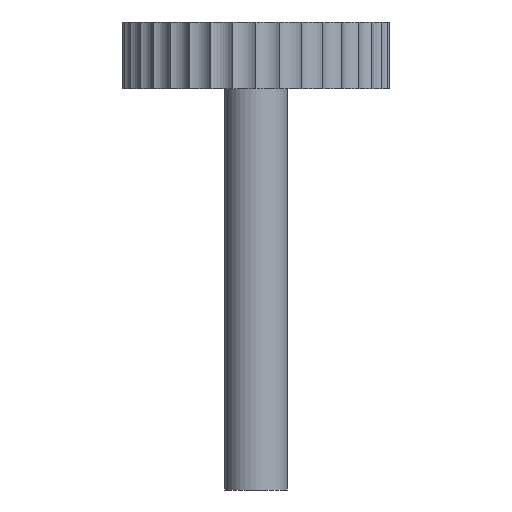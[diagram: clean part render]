
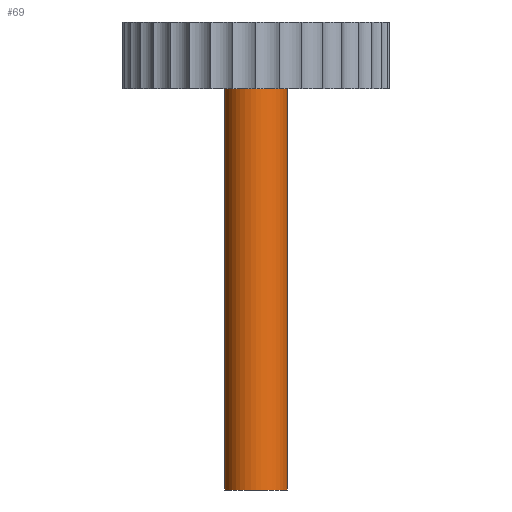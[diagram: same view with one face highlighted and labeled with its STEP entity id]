
A CAD part, front view. The second image highlights one B-rep face of the part: STEP entity #69.
In plain terms, the highlighted cylindrical face has radius 2.35 mm (diameter 4.7 mm), a partial arc.
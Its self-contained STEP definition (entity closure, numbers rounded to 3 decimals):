
#63 = CARTESIAN_POINT ( 'NONE',  ( 2.35, 0., 30. ) ) ;
#69 = ADVANCED_FACE ( 'NONE', ( #194 ), #104, .T. ) ;
#74 = DIRECTION ( 'NONE',  ( -1., 0., 0. ) ) ;
#95 = LINE ( 'NONE', #1606, #1254 ) ;
#104 = CYLINDRICAL_SURFACE ( 'NONE', #1465, 2.35 ) ;
#167 = LINE ( 'NONE', #462, #1105 ) ;
#184 = AXIS2_PLACEMENT_3D ( 'NONE', #319, #608, #1587 ) ;
#194 = FACE_OUTER_BOUND ( 'NONE', #1584, .T. ) ;
#204 = CIRCLE ( 'NONE', #352, 2.35 ) ;
#250 = CARTESIAN_POINT ( 'NONE',  ( -2.35, 0., 30. ) ) ;
#305 = VERTEX_POINT ( 'NONE', #1531 ) ;
#315 = CARTESIAN_POINT ( 'NONE',  ( 0., 0., 30. ) ) ;
#319 = CARTESIAN_POINT ( 'NONE',  ( 0., 0., 0. ) ) ;
#352 = AXIS2_PLACEMENT_3D ( 'NONE', #315, #735, #586 ) ;
#376 = VERTEX_POINT ( 'NONE', #719 ) ;
#407 = EDGE_CURVE ( 'NONE', #376, #305, #1173, .T. ) ;
#462 = CARTESIAN_POINT ( 'NONE',  ( 2.35, 0., 30. ) ) ;
#586 = DIRECTION ( 'NONE',  ( 1., 0., 0. ) ) ;
#608 = DIRECTION ( 'NONE',  ( 0., 0., 1. ) ) ;
#624 = DIRECTION ( 'NONE',  ( 0., 0., -1. ) ) ;
#713 = ORIENTED_EDGE ( 'NONE', *, *, #1234, .F. ) ;
#719 = CARTESIAN_POINT ( 'NONE',  ( -2.35, 0., 0. ) ) ;
#735 = DIRECTION ( 'NONE',  ( 0., 0., 1. ) ) ;
#757 = EDGE_CURVE ( 'NONE', #1096, #1211, #204, .T. ) ;
#764 = CARTESIAN_POINT ( 'NONE',  ( 0., 0., 30. ) ) ;
#899 = ORIENTED_EDGE ( 'NONE', *, *, #407, .T. ) ;
#1096 = VERTEX_POINT ( 'NONE', #250 ) ;
#1105 = VECTOR ( 'NONE', #1180, 1000. ) ;
#1173 = CIRCLE ( 'NONE', #184, 2.35 ) ;
#1180 = DIRECTION ( 'NONE',  ( 0., 0., -1. ) ) ;
#1211 = VERTEX_POINT ( 'NONE', #63 ) ;
#1234 = EDGE_CURVE ( 'NONE', #1211, #305, #167, .T. ) ;
#1254 = VECTOR ( 'NONE', #1590, 1000. ) ;
#1309 = EDGE_CURVE ( 'NONE', #1096, #376, #95, .T. ) ;
#1423 = ORIENTED_EDGE ( 'NONE', *, *, #1309, .T. ) ;
#1450 = ORIENTED_EDGE ( 'NONE', *, *, #757, .F. ) ;
#1465 = AXIS2_PLACEMENT_3D ( 'NONE', #764, #624, #74 ) ;
#1531 = CARTESIAN_POINT ( 'NONE',  ( 2.35, 0., 0. ) ) ;
#1584 = EDGE_LOOP ( 'NONE', ( #713, #1450, #1423, #899 ) ) ;
#1587 = DIRECTION ( 'NONE',  ( 1., 0., 0. ) ) ;
#1590 = DIRECTION ( 'NONE',  ( 0., 0., -1. ) ) ;
#1606 = CARTESIAN_POINT ( 'NONE',  ( -2.35, 0., 30. ) ) ;
